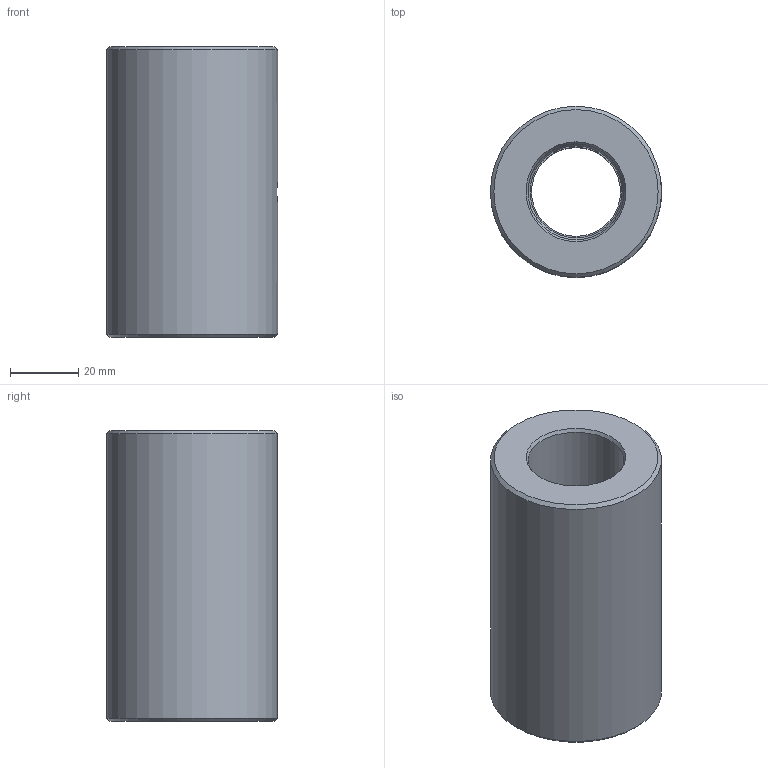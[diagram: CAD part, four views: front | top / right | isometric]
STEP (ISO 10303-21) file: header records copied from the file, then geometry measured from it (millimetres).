
FILE_DESCRIPTION(('STEP AP214'),'1');
FILE_NAME('AE03.03-bobine bras.A.6.stp','2024-04-25T09:22:59',(' '),(' '),'Spatial InterOp 3D',' ',' ');
FILE_SCHEMA(('AUTOMOTIVE_DESIGN { 1 0 10303 214 1 1 1 1 }'));
Length unit declared in the file: millimetre
Products named in the file (1): bobine bras
Bounding box: 50 x 50 x 85 mm (x, y, z)
Volume: 117107 mm3; surface area: 23322 mm2
Topology: 1 solids, 1 shells, 15 faces, 33 edges, 20 vertices
Faces by surface type: cylinder 5, cone 5, plane 4, bspline 1
Full cylindrical faces by diameter (mm): 5 x1, 26 x1, 28 x2, 50 x1
Entity records: 754 total; most frequent: CARTESIAN_POINT 204, DIRECTION 56, EDGE_LOOP 32, ORIENTED_EDGE 32, AXIS2_PLACEMENT_3D 28, PROPERTY_DEFINITION_REPRESENTATION 24, GENERAL_PROPERTY_ASSOCIATION 24, PROPERTY_DEFINITION 24
